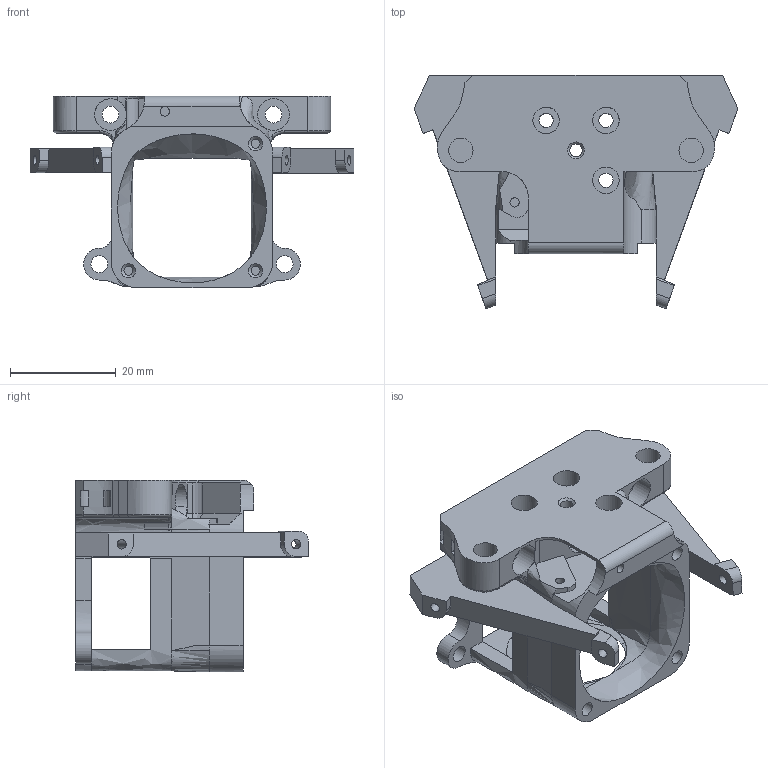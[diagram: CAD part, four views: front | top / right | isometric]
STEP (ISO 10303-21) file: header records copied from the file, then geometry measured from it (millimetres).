
FILE_DESCRIPTION(/* description */ ('STEP AP242','CAx-IF Rec.Pracs.---Representation and Presentation of Product Manufacturing Information (PMI)---4.0---2014-10-13','CAx-IF Rec.Pracs.---3D Tessellated Geometry---0.4---2014-09-14','2;1'),/* implementation_level */ '2;1');
FILE_NAME(/* name */ '62a0ab517732fc3dc9d109e9',/* time_stamp */ '2022-06-08T13:59:45+00:00',/* author */ (''),/* organization */ (''),/* preprocessor_version */ 'ST-DEVELOPER v18.102',/* originating_system */ ' ',/* authorisation */ ' ');
FILE_SCHEMA (('AP242_MANAGED_MODEL_BASED_3D_ENGINEERING_MIM_LF { 1 0 10303 442 1 1 4 }'));
Length unit declared in the file: metre
Products named in the file (1): Hotend_Mount+ERCF
Bounding box: 61.18 x 44.01 x 36.25 mm (x, y, z)
Volume: 18110.4 mm3; surface area: 11412 mm2
Topology: 1 solids, 1 shells, 211 faces, 619 edges, 411 vertices
Faces by surface type: plane 104, cylinder 63, bspline 35, cone 7, torus 1, sphere 1
Full cylindrical faces by diameter (mm): 1.75 x1, 1.8 x5, 2.4 x1, 2.7 x6, 3.2 x4, 4.2 x1, 4.6 x2, 5 x3, 6 x2, 7.4 x1
Entity records: 9452 total; most frequent: CARTESIAN_POINT 4370, ORIENTED_EDGE 1112, DIRECTION 884, EDGE_CURVE 556, VERTEX_POINT 385, AXIS2_PLACEMENT_3D 315, EDGE_LOOP 287, FACE_BOUND 287
